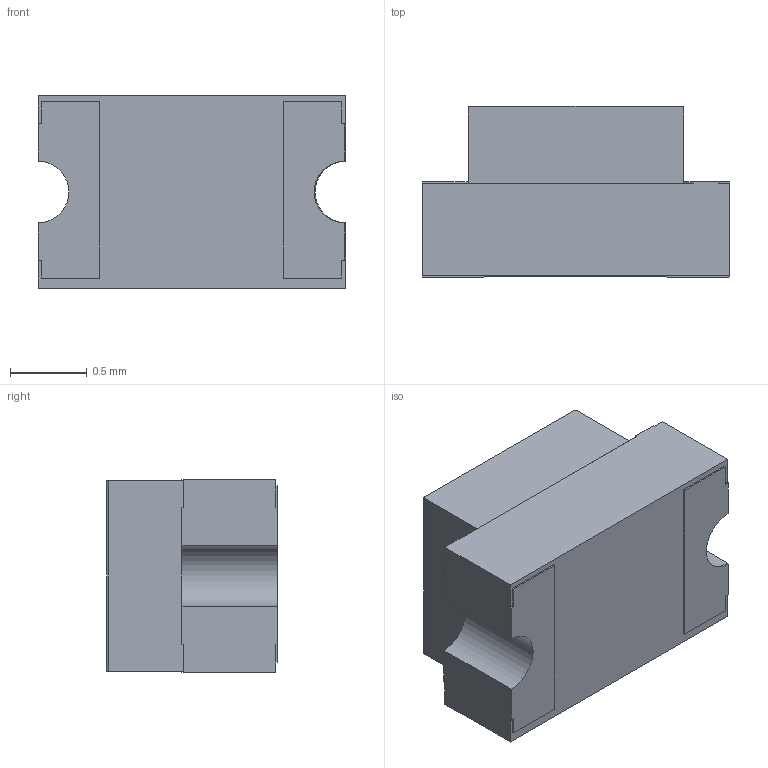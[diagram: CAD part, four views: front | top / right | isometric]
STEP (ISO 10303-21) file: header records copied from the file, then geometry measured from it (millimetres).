
FILE_DESCRIPTION (( 'STEP AP214' ), '1' );
FILE_NAME ('everlight-17-21-0805LED-YELLOW.STEP', '2019-07-18T01:11:02', ( '' ), ( '' ), 'SwSTEP 2.0', 'SolidWorks 2019', '' );
FILE_SCHEMA (( 'AUTOMOTIVE_DESIGN' ));
Length unit declared in the file: millimetre
Products named in the file (1): everlight-17-21-0805LED-YELLOW
Bounding box: 2 x 1.11 x 1.25 mm (x, y, z)
Volume: 2.3 mm3; surface area: 11.7 mm2
Topology: 1 solids, 1 shells, 51 faces, 143 edges, 94 vertices
Faces by surface type: plane 36, cylinder 15
Entity records: 1938 total; most frequent: CARTESIAN_POINT 298, ORIENTED_EDGE 286, DIRECTION 274, EDGE_CURVE 143, LINE 114, VECTOR 114, VERTEX_POINT 94, AXIS2_PLACEMENT_3D 80
